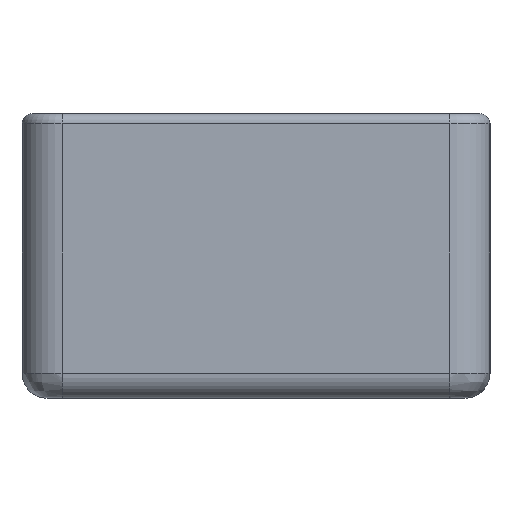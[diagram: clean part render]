
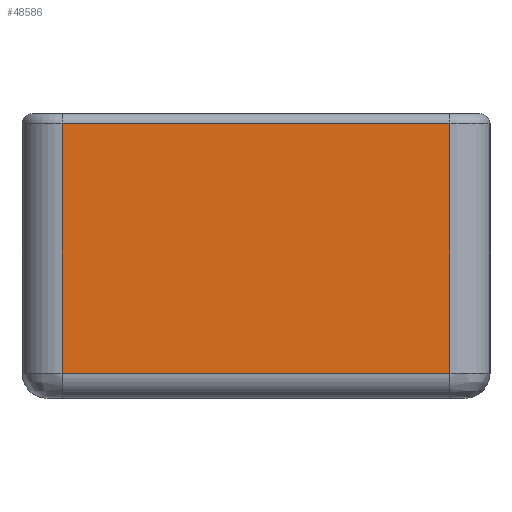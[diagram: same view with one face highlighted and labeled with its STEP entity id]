
A CAD part, left-side view. The second image highlights one B-rep face of the part: STEP entity #48586.
In plain terms, the highlighted planar face has unit normal (-1, 0, 0).
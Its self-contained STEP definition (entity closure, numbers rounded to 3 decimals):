
#3491=FACE_OUTER_BOUND('',#6768,.T.);
#6768=EDGE_LOOP('',(#44039,#44040,#44041,#44042));
#13279=LINE('',#75474,#19812);
#13282=LINE('',#75486,#19815);
#13284=LINE('',#75504,#19817);
#13287=LINE('',#75512,#19820);
#19812=VECTOR('',#62133,10.);
#19815=VECTOR('',#62148,10.);
#19817=VECTOR('',#62160,10.);
#19820=VECTOR('',#62169,10.);
#24237=VERTEX_POINT('',#75468);
#24238=VERTEX_POINT('',#75472);
#24241=VERTEX_POINT('',#75484);
#24242=VERTEX_POINT('',#75498);
#30840=EDGE_CURVE('',#24238,#24237,#13279,.T.);
#30846=EDGE_CURVE('',#24241,#24238,#13282,.T.);
#30851=EDGE_CURVE('',#24237,#24242,#13284,.T.);
#30855=EDGE_CURVE('',#24242,#24241,#13287,.T.);
#44039=ORIENTED_EDGE('',*,*,#30840,.F.);
#44040=ORIENTED_EDGE('',*,*,#30846,.F.);
#44041=ORIENTED_EDGE('',*,*,#30855,.F.);
#44042=ORIENTED_EDGE('',*,*,#30851,.F.);
#46341=PLANE('',#51010);
#48586=ADVANCED_FACE('',(#3491),#46341,.T.);
#51010=AXIS2_PLACEMENT_3D('',#75524,#62174,#62175);
#62133=DIRECTION('',(0.,-1.,0.));
#62148=DIRECTION('',(0.,0.,1.));
#62160=DIRECTION('',(0.,0.,-1.));
#62169=DIRECTION('',(0.,1.,0.));
#62174=DIRECTION('center_axis',(-1.,0.,0.));
#62175=DIRECTION('ref_axis',(0.,0.,1.));
#75468=CARTESIAN_POINT('',(-6.75,-78.75,10.85));
#75472=CARTESIAN_POINT('',(-6.75,-1.25,10.85));
#75474=CARTESIAN_POINT('',(-6.75,-63.375,10.85));
#75484=CARTESIAN_POINT('',(-6.75,-1.25,-39.));
#75486=CARTESIAN_POINT('',(-6.75,-1.25,-1.363));
#75498=CARTESIAN_POINT('',(-6.75,-78.75,-39.));
#75504=CARTESIAN_POINT('',(-6.75,-78.75,-29.787));
#75512=CARTESIAN_POINT('',(-6.75,-16.625,-39.));
#75524=CARTESIAN_POINT('Origin',(-6.75,-40.,-15.575));
